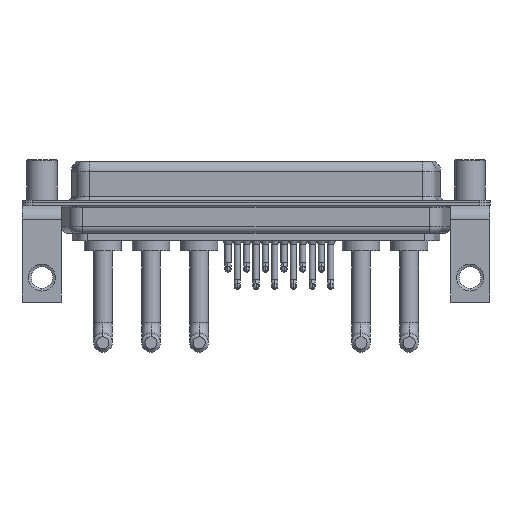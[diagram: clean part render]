
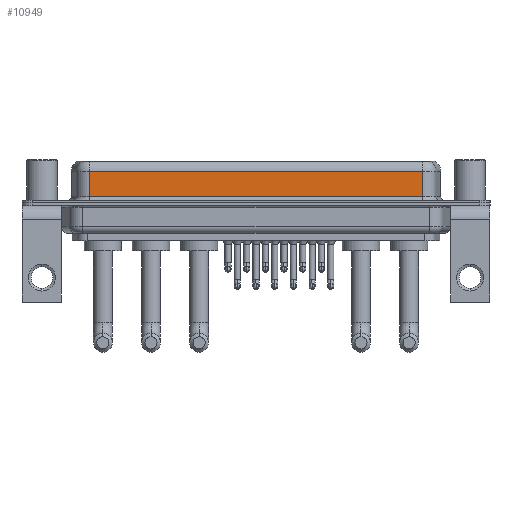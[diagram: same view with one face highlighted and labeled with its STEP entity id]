
A CAD part, front view. The second image highlights one B-rep face of the part: STEP entity #10949.
In plain terms, the highlighted planar face has unit normal (0, -1, 0).
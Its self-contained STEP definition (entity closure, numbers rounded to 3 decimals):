
#120 = ORIENTED_EDGE ( 'NONE', *, *, #12928, .T. ) ;
#142 = EDGE_CURVE ( 'NONE', #8185, #4770, #20205, .T. ) ;
#771 = DIRECTION ( 'NONE',  ( 1., 0., 0. ) ) ;
#776 = VECTOR ( 'NONE', #10036, 1000. ) ;
#2497 = VECTOR ( 'NONE', #19864, 1000. ) ;
#2623 = PLANE ( 'NONE',  #10539 ) ;
#2696 = ORIENTED_EDGE ( 'NONE', *, *, #11124, .T. ) ;
#2741 = DIRECTION ( 'NONE',  ( 0., 1., 0. ) ) ;
#4770 = VERTEX_POINT ( 'NONE', #16718 ) ;
#4838 = CARTESIAN_POINT ( 'NONE',  ( 56.462, -3.95, 4.65 ) ) ;
#5430 = VECTOR ( 'NONE', #13868, 1000. ) ;
#5835 = LINE ( 'NONE', #11099, #2497 ) ;
#6177 = CARTESIAN_POINT ( 'NONE',  ( 56.462, -3.95, 6.4 ) ) ;
#7137 = ORIENTED_EDGE ( 'NONE', *, *, #142, .T. ) ;
#8185 = VERTEX_POINT ( 'NONE', #21221 ) ;
#10036 = DIRECTION ( 'NONE',  ( 0., 0., -1. ) ) ;
#10539 = AXIS2_PLACEMENT_3D ( 'NONE', #6177, #2741, #18499 ) ;
#10949 = ADVANCED_FACE ( 'NONE', ( #19980 ), #2623, .F. ) ;
#10982 = EDGE_CURVE ( 'NONE', #19125, #4770, #5835, .T. ) ;
#11099 = CARTESIAN_POINT ( 'NONE',  ( 56.462, -3.95, 6.4 ) ) ;
#11124 = EDGE_CURVE ( 'NONE', #19125, #14294, #22160, .T. ) ;
#12671 = VECTOR ( 'NONE', #771, 1000. ) ;
#12928 = EDGE_CURVE ( 'NONE', #14294, #8185, #15118, .T. ) ;
#13420 = CARTESIAN_POINT ( 'NONE',  ( 56.462, -3.95, 4.65 ) ) ;
#13868 = DIRECTION ( 'NONE',  ( -1., 0., 0. ) ) ;
#14294 = VERTEX_POINT ( 'NONE', #18696 ) ;
#15118 = LINE ( 'NONE', #22131, #776 ) ;
#15775 = ORIENTED_EDGE ( 'NONE', *, *, #10982, .F. ) ;
#16718 = CARTESIAN_POINT ( 'NONE',  ( 56.462, -3.95, 0.9 ) ) ;
#18499 = DIRECTION ( 'NONE',  ( 0., 0., 1. ) ) ;
#18696 = CARTESIAN_POINT ( 'NONE',  ( 7.038, -3.95, 4.65 ) ) ;
#19125 = VERTEX_POINT ( 'NONE', #4838 ) ;
#19864 = DIRECTION ( 'NONE',  ( 0., 0., -1. ) ) ;
#19980 = FACE_OUTER_BOUND ( 'NONE', #22494, .T. ) ;
#20205 = LINE ( 'NONE', #21693, #12671 ) ;
#21221 = CARTESIAN_POINT ( 'NONE',  ( 7.038, -3.95, 0.9 ) ) ;
#21693 = CARTESIAN_POINT ( 'NONE',  ( 56.462, -3.95, 0.9 ) ) ;
#22131 = CARTESIAN_POINT ( 'NONE',  ( 7.038, -3.95, 6.4 ) ) ;
#22160 = LINE ( 'NONE', #13420, #5430 ) ;
#22494 = EDGE_LOOP ( 'NONE', ( #15775, #2696, #120, #7137 ) ) ;
